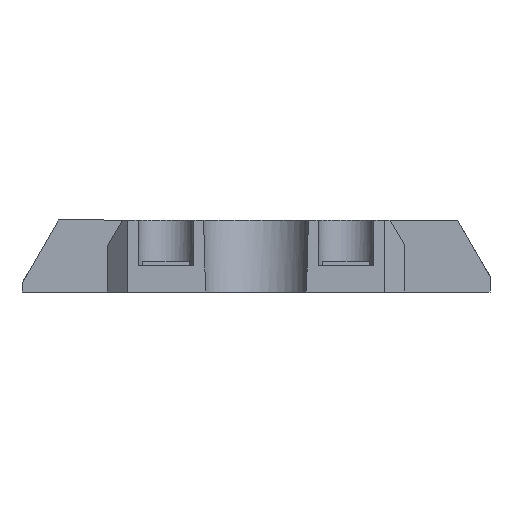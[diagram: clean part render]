
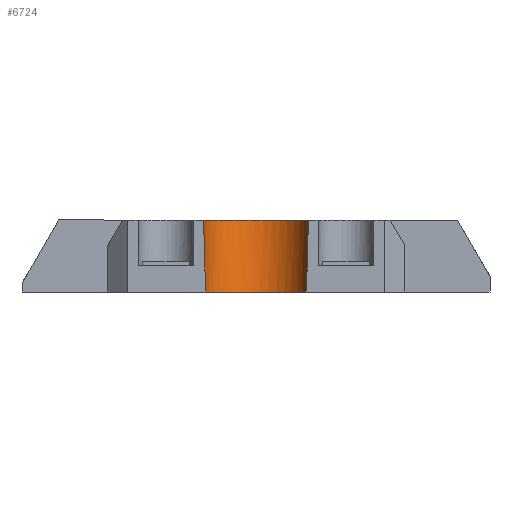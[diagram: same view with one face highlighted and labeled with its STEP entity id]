
A CAD part, front view. The second image highlights one B-rep face of the part: STEP entity #6724.
In plain terms, the highlighted cylindrical face has radius 6 mm (diameter 12 mm), a partial arc.
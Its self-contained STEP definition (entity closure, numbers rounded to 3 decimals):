
#23=ELLIPSE('',#6977,6.023,6.);
#25=ELLIPSE('',#6995,6.023,6.);
#26=ELLIPSE('',#6996,68.842,6.);
#27=ELLIPSE('',#6997,68.842,6.);
#55=CYLINDRICAL_SURFACE('',#6994,6.);
#556=FACE_OUTER_BOUND('',#918,.T.);
#918=EDGE_LOOP('',(#5637,#5638,#5639,#5640));
#3054=VERTEX_POINT('',#12544);
#3055=VERTEX_POINT('',#12546);
#3094=VERTEX_POINT('',#12662);
#3095=VERTEX_POINT('',#12663);
#3948=EDGE_CURVE('',#3054,#3055,#23,.T.);
#3998=EDGE_CURVE('',#3094,#3095,#25,.T.);
#3999=EDGE_CURVE('',#3055,#3094,#26,.T.);
#4000=EDGE_CURVE('',#3095,#3054,#27,.T.);
#5637=ORIENTED_EDGE('',*,*,#3998,.F.);
#5638=ORIENTED_EDGE('',*,*,#3999,.F.);
#5639=ORIENTED_EDGE('',*,*,#3948,.F.);
#5640=ORIENTED_EDGE('',*,*,#4000,.F.);
#6724=ADVANCED_FACE('',(#556),#55,.F.);
#6977=AXIS2_PLACEMENT_3D('',#12547,#7686,#7687);
#6994=AXIS2_PLACEMENT_3D('',#12661,#7761,#7762);
#6995=AXIS2_PLACEMENT_3D('',#12664,#7763,#7764);
#6996=AXIS2_PLACEMENT_3D('',#12665,#7765,#7766);
#6997=AXIS2_PLACEMENT_3D('',#12666,#7767,#7768);
#7686=DIRECTION('center_axis',(0.,0.,-1.));
#7687=DIRECTION('ref_axis',(0.,1.,0.));
#7761=DIRECTION('center_axis',(0.,0.087,0.996));
#7762=DIRECTION('ref_axis',(0.,0.996,-0.087));
#7763=DIRECTION('center_axis',(0.,0.,
1.));
#7764=DIRECTION('ref_axis',(0.,-1.,0.));
#7765=DIRECTION('center_axis',(0.,1.,0.));
#7766=DIRECTION('ref_axis',(0.,0.,
1.));
#7767=DIRECTION('center_axis',(0.,1.,0.));
#7768=DIRECTION('ref_axis',(0.,0.,
1.));
#12544=CARTESIAN_POINT('',(-5.316,-39.,23.1));
#12546=CARTESIAN_POINT('',(6.316,-39.,23.1));
#12547=CARTESIAN_POINT('Origin',(0.5,-40.479,23.1));
#12661=CARTESIAN_POINT('Origin',(0.5,-42.5,0.));
#12662=CARTESIAN_POINT('',(6.094,-39.,15.1));
#12663=CARTESIAN_POINT('',(-5.094,-39.,15.1));
#12664=CARTESIAN_POINT('Origin',(0.5,-41.179,15.1));
#12665=CARTESIAN_POINT('Origin',(0.5,-39.,40.005));
#12666=CARTESIAN_POINT('Origin',(0.5,-39.,40.005));
